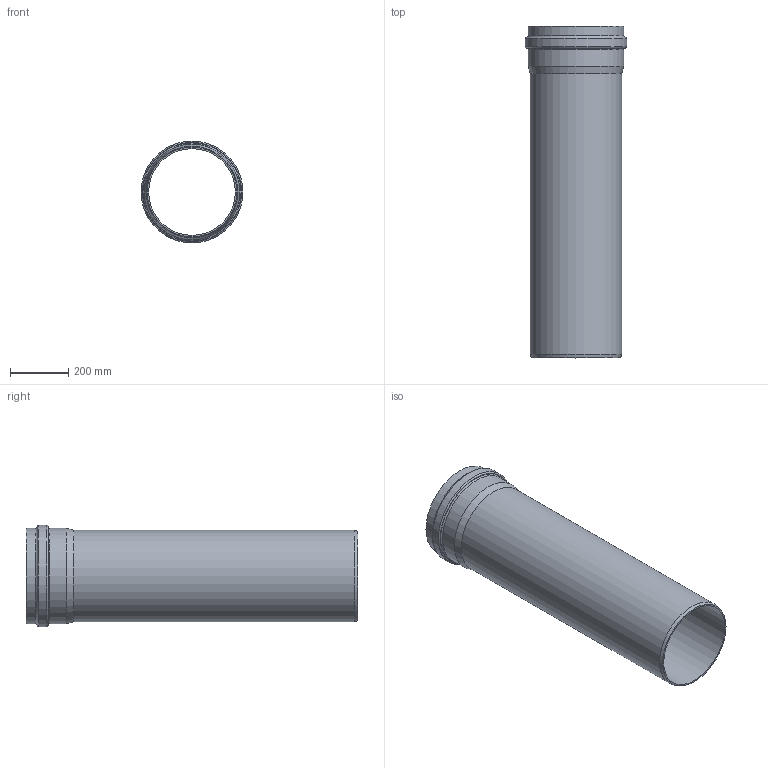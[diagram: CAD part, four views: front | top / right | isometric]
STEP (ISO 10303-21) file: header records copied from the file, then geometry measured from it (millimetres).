
FILE_DESCRIPTION(/* description */ (''),/* implementation_level */ '2;1');
FILE_NAME(/* name */ '245010 KGEM Passlängen SN 4 DN_OD 315x1000 GRIS.stp',/* time_stamp */ '2018-09-21T08:48:53+02:00',/* author */ ('user1'),/* organization */ (''),/* preprocessor_version */ 'ST-DEVELOPER v16.1',/* originating_system */ 'Autodesk Inventor 2016',/* authorisation */ '');
FILE_SCHEMA (('AUTOMOTIVE_DESIGN { 1 0 10303 214 3 1 1 }'));
Length unit declared in the file: millimetre
Products named in the file (1): 245010 KGEM Passlängen SN 4 DN_OD 315x1000 GRIS
Bounding box: 351.5 x 1144 x 351.5 mm (x, y, z)
Volume: 8991147.1 mm3; surface area: 2269581.6 mm2
Topology: 1 solids, 1 shells, 25 faces, 48 edges, 25 vertices
Faces by surface type: torus 8, cylinder 8, cone 7, plane 2
Full cylindrical faces by diameter (mm): 298.9 x1, 315.3 x1, 316.35 x2, 329.35 x2, 339.9 x1, 351.5 x1
Entity records: 532 total; most frequent: DIRECTION 102, CARTESIAN_POINT 76, AXIS2_PLACEMENT_3D 51, EDGE_LOOP 50, ORIENTED_EDGE 50, FACE_BOUND 25, FACE_OUTER_BOUND 25, CIRCLE 25
